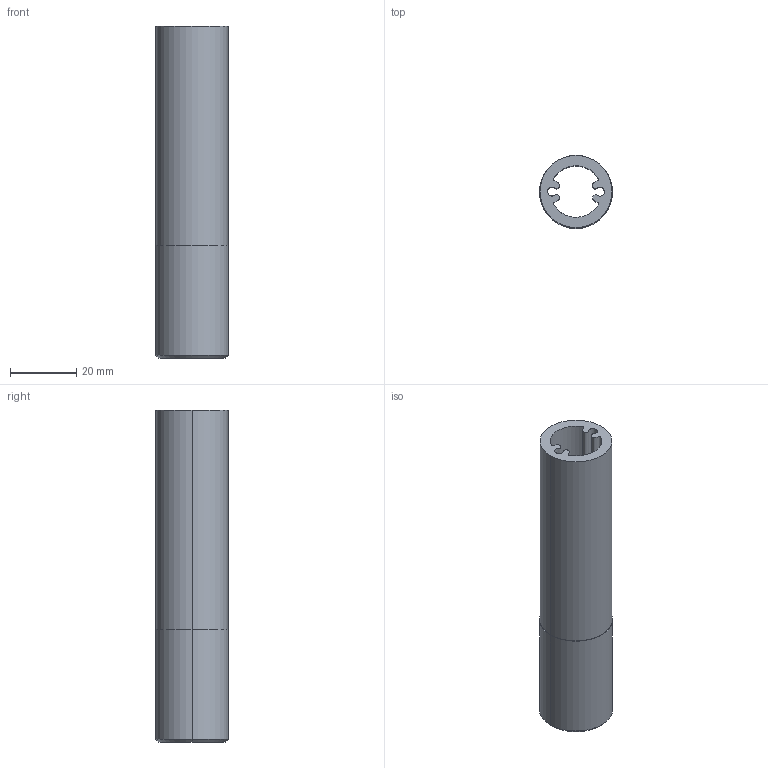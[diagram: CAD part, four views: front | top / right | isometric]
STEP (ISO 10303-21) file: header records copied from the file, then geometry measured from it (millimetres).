
FILE_DESCRIPTION (( 'STEP AP214' ), '1' );
FILE_NAME ('POLE22-0100AT.step', '2018-07-03T11:58:49', ( '' ), ( '' ), 'SwSTEP 2.0', 'SolidWorks 2017', '' );
FILE_SCHEMA (( 'AUTOMOTIVE_DESIGN' ));
Length unit declared in the file: inch
Products named in the file (1): POLE22-0100AT
Bounding box: 22 x 22 x 100 mm (x, y, z)
Volume: 18615.3 mm3; surface area: 13528.9 mm2
Topology: 1 solids, 1 shells, 14 faces, 28 edges, 18 vertices
Faces by surface type: cylinder 6, plane 4, cone 2, bspline 2
Entity records: 756 total; most frequent: CARTESIAN_POINT 423, DIRECTION 64, ORIENTED_EDGE 56, EDGE_CURVE 28, AXIS2_PLACEMENT_3D 27, VERTEX_POINT 18, EDGE_LOOP 18, FACE_OUTER_BOUND 14
